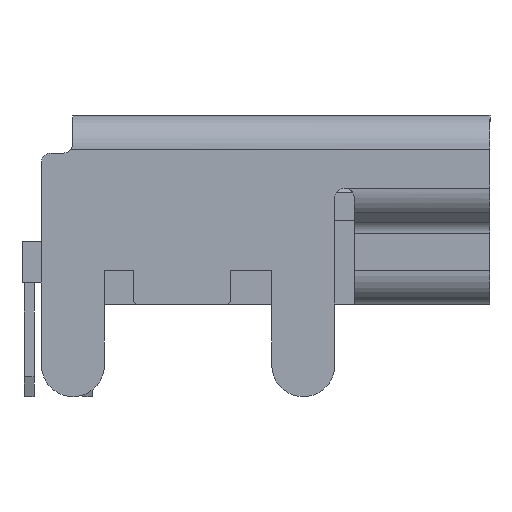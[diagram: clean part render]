
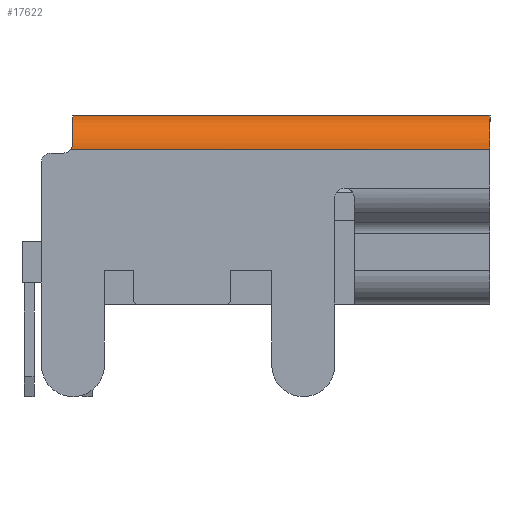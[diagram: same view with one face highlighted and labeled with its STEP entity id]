
A CAD part, left-side view. The second image highlights one B-rep face of the part: STEP entity #17622.
In plain terms, the highlighted cylindrical face has radius 0.7 mm (diameter 1.4 mm), a partial arc.
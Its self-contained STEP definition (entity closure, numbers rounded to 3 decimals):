
#237 = LINE ( 'NONE', #12919, #3799 ) ;
#775 = CARTESIAN_POINT ( 'NONE',  ( -3.15, -4.3, 1.25 ) ) ;
#992 = VERTEX_POINT ( 'NONE', #16962 ) ;
#1338 = DIRECTION ( 'NONE',  ( 1., 0., 0. ) ) ;
#1812 = AXIS2_PLACEMENT_3D ( 'NONE', #4459, #16921, #20165 ) ;
#1874 = ORIENTED_EDGE ( 'NONE', *, *, #14662, .F. ) ;
#1949 = DIRECTION ( 'NONE',  ( 0., 1., 0. ) ) ;
#2105 = CARTESIAN_POINT ( 'NONE',  ( -3.839, 4.3, 1.372 ) ) ;
#3055 = CARTESIAN_POINT ( 'NONE',  ( -3.847, 4.3, 1.329 ) ) ;
#3799 = VECTOR ( 'NONE', #4591, 1000. ) ;
#4459 = CARTESIAN_POINT ( 'NONE',  ( -3.15, -4.3, 1.25 ) ) ;
#4591 = DIRECTION ( 'NONE',  ( 0., 1., 0. ) ) ;
#5014 = EDGE_CURVE ( 'NONE', #992, #7298, #8856, .T. ) ;
#5812 = CARTESIAN_POINT ( 'NONE',  ( -3.85, 4.342, 1.25 ) ) ;
#5951 = CARTESIAN_POINT ( 'NONE',  ( -3.85, -4.3, 1.25 ) ) ;
#5968 = FACE_OUTER_BOUND ( 'NONE', #17806, .T. ) ;
#7298 = VERTEX_POINT ( 'NONE', #2105 ) ;
#7600 = CARTESIAN_POINT ( 'NONE',  ( -3.85, 4.315, 1.285 ) ) ;
#8571 = VERTEX_POINT ( 'NONE', #5812 ) ;
#8856 = CIRCLE ( 'NONE', #10160, 0.7 ) ;
#9174 = VERTEX_POINT ( 'NONE', #5951 ) ;
#9592 = DIRECTION ( 'NONE',  ( 0., -1., 0. ) ) ;
#10160 = AXIS2_PLACEMENT_3D ( 'NONE', #10839, #9592, #1338 ) ;
#10485 = DIRECTION ( 'NONE',  ( 1., 0., 0. ) ) ;
#10532 = CARTESIAN_POINT ( 'NONE',  ( -3.15, -4.3, 1.95 ) ) ;
#10666 = CIRCLE ( 'NONE', #12301, 0.7 ) ;
#10767 = B_SPLINE_CURVE_WITH_KNOTS ( 'NONE', 3,
 ( #18856, #3055, #7600, #13773 ),
 .UNSPECIFIED., .F., .F.,
 ( 4, 4 ),
 ( 0., 0. ),
 .UNSPECIFIED. ) ;
#10839 = CARTESIAN_POINT ( 'NONE',  ( -3.15, 4.3, 1.25 ) ) ;
#10944 = ORIENTED_EDGE ( 'NONE', *, *, #19468, .T. ) ;
#11392 = VECTOR ( 'NONE', #1949, 1000. ) ;
#11645 = ORIENTED_EDGE ( 'NONE', *, *, #18496, .F. ) ;
#12301 = AXIS2_PLACEMENT_3D ( 'NONE', #775, #16662, #10485 ) ;
#12919 = CARTESIAN_POINT ( 'NONE',  ( -3.85, -4.3, 1.25 ) ) ;
#13773 = CARTESIAN_POINT ( 'NONE',  ( -3.85, 4.342, 1.25 ) ) ;
#13810 = CYLINDRICAL_SURFACE ( 'NONE', #1812, 0.7 ) ;
#13938 = VERTEX_POINT ( 'NONE', #10532 ) ;
#14662 = EDGE_CURVE ( 'NONE', #13938, #9174, #10666, .T. ) ;
#16662 = DIRECTION ( 'NONE',  ( 0., -1., 0. ) ) ;
#16886 = ORIENTED_EDGE ( 'NONE', *, *, #5014, .T. ) ;
#16921 = DIRECTION ( 'NONE',  ( 0., 1., 0. ) ) ;
#16962 = CARTESIAN_POINT ( 'NONE',  ( -3.15, 4.3, 1.95 ) ) ;
#17515 = CARTESIAN_POINT ( 'NONE',  ( -3.15, -4.3, 1.95 ) ) ;
#17544 = ORIENTED_EDGE ( 'NONE', *, *, #19522, .T. ) ;
#17622 = ADVANCED_FACE ( 'NONE', ( #5968 ), #13810, .T. ) ;
#17806 = EDGE_LOOP ( 'NONE', ( #16886, #10944, #11645, #1874, #17544 ) ) ;
#18496 = EDGE_CURVE ( 'NONE', #9174, #8571, #237, .T. ) ;
#18856 = CARTESIAN_POINT ( 'NONE',  ( -3.839, 4.3, 1.372 ) ) ;
#19290 = LINE ( 'NONE', #17515, #11392 ) ;
#19468 = EDGE_CURVE ( 'NONE', #7298, #8571, #10767, .T. ) ;
#19522 = EDGE_CURVE ( 'NONE', #13938, #992, #19290, .T. ) ;
#20165 = DIRECTION ( 'NONE',  ( -1., 0., 0. ) ) ;
